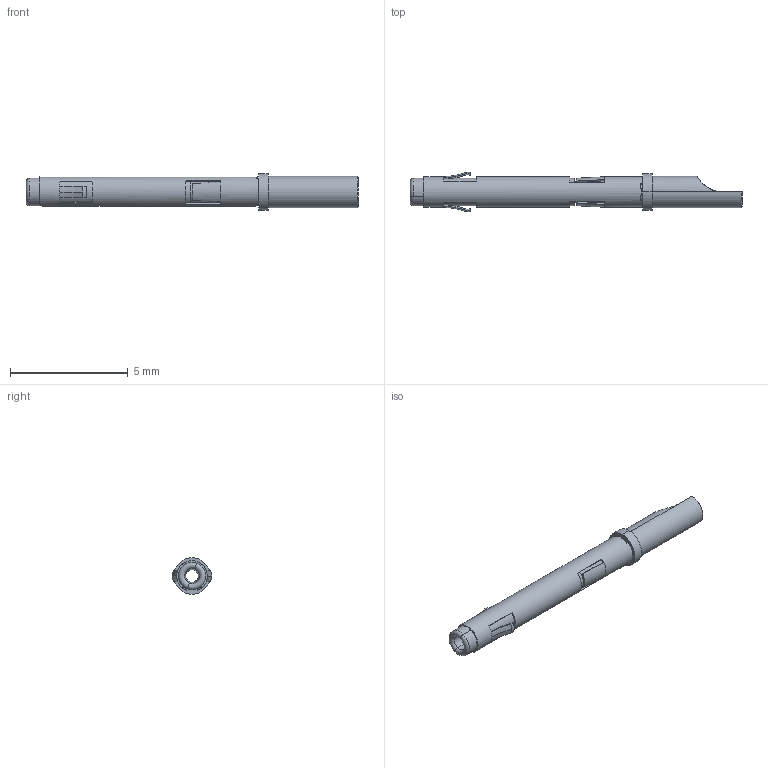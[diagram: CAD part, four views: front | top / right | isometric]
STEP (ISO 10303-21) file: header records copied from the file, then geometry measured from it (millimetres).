
FILE_DESCRIPTION (( 'STEP AP214' ), '1' );
FILE_NAME ('C-ICS45 A1 S2S5.STEP', '2014-06-17T11:56:27', ( 'Authorized User' ), ( '' ), 'SwSTEP 2.0', 'SolidWorks 2014', '' );
FILE_SCHEMA (( 'AUTOMOTIVE_DESIGN' ));
Length unit declared in the file: inch
Products named in the file (1): C-ICS45 A1 S2S5
Bounding box: 14.08 x 1.68 x 1.55 mm (x, y, z)
Surface area: 120.7 mm2 (no closed solid volume)
Topology: 0 solids, 3 shells, 101 faces, 256 edges, 158 vertices
Faces by surface type: plane 44, bspline 26, cylinder 21, cone 8, torus 2
Entity records: 4756 total; most frequent: CARTESIAN_POINT 1152, ORIENTED_EDGE 490, DIRECTION 408, EDGE_CURVE 256, VERTEX_POINT 158, AXIS2_PLACEMENT_3D 146, VECTOR 116, LINE 116
